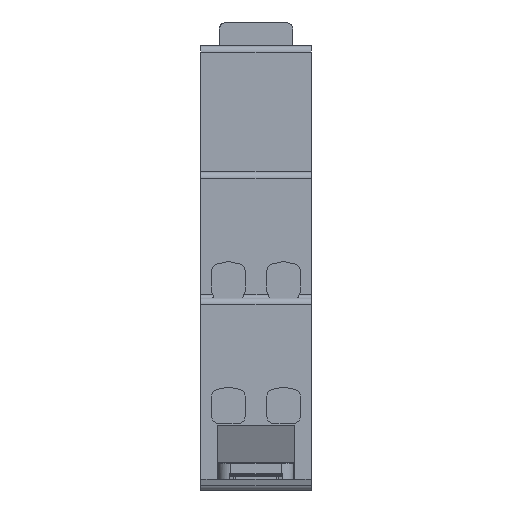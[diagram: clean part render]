
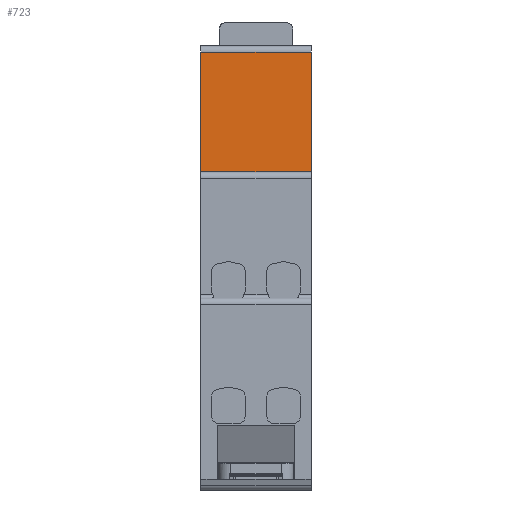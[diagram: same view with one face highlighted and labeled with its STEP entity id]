
A CAD part, front view. The second image highlights one B-rep face of the part: STEP entity #723.
In plain terms, the highlighted planar face has unit normal (0, -1, 0).
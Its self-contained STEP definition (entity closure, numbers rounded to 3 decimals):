
#723=ADVANCED_FACE('',(#1910),#1911,.T.);
#1910=FACE_OUTER_BOUND('',#3592,.T.);
#1911=PLANE('',#3593);
#3592=EDGE_LOOP('',(#11175,#11176,#11177,#11178));
#3593=AXIS2_PLACEMENT_3D('',#11179,#11180,#11181);
#11175=ORIENTED_EDGE('',*,*,#15607,.F.);
#11176=ORIENTED_EDGE('',*,*,#15479,.T.);
#11177=ORIENTED_EDGE('',*,*,#15609,.T.);
#11178=ORIENTED_EDGE('',*,*,#15417,.T.);
#11179=CARTESIAN_POINT('',(0.,22.35,51.2));
#11180=DIRECTION('',(0.0,-1.0,0.0));
#11181=DIRECTION('',(0.0,0.0,1.0));
#15417=EDGE_CURVE('',#17626,#17624,#17627,.T.);
#15479=EDGE_CURVE('',#17736,#17734,#17737,.T.);
#15607=EDGE_CURVE('',#17736,#17624,#17935,.T.);
#15609=EDGE_CURVE('',#17734,#17626,#17937,.T.);
#17624=VERTEX_POINT('',#20822);
#17626=VERTEX_POINT('',#20825);
#17627=LINE('',#20826,#20827);
#17734=VERTEX_POINT('',#20974);
#17736=VERTEX_POINT('',#20976);
#17737=LINE('',#20977,#20978);
#17935=LINE('',#21320,#21321);
#17937=LINE('',#21323,#21324);
#20822=CARTESIAN_POINT('',(0.,22.35,50.7));
#20825=CARTESIAN_POINT('',(0.,22.35,69.8));
#20826=CARTESIAN_POINT('',(0.,22.35,5.));
#20827=VECTOR('',#27272,1.0);
#20974=CARTESIAN_POINT('',(17.6,22.35,69.8));
#20976=CARTESIAN_POINT('',(17.6,22.35,50.7));
#20977=CARTESIAN_POINT('',(17.6,22.35,51.2));
#20978=VECTOR('',#27361,1.0);
#21320=CARTESIAN_POINT('',(0.,22.35,50.7));
#21321=VECTOR('',#27500,1.0);
#21323=CARTESIAN_POINT('',(0.,22.35,69.8));
#21324=VECTOR('',#27501,1.0);
#27272=DIRECTION('',(0.0,0.0,-1.0));
#27361=DIRECTION('',(0.0,0.0,1.0));
#27500=DIRECTION('',(-1.0,0.0,0.0));
#27501=DIRECTION('',(-1.0,0.0,0.0));
